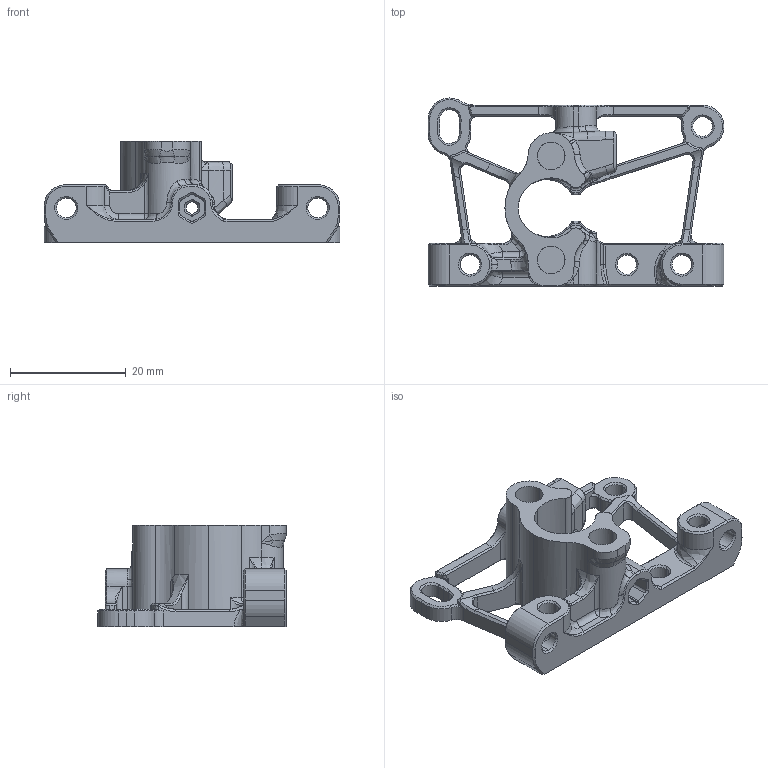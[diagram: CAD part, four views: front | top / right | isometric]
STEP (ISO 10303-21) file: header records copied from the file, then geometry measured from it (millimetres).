
FILE_DESCRIPTION (( 'STEP AP214' ), '1' );
FILE_NAME ('RIDGA_Sherpa_Mini_housing_core.STEP', '2023-03-09T17:52:20', ( '' ), ( '' ), 'SwSTEP 2.0', 'SolidWorks 2021', '' );
FILE_SCHEMA (( 'AUTOMOTIVE_DESIGN' ));
Length unit declared in the file: millimetre
Products named in the file (1): RIDGA_Sherpa_Mini_housing_core
Bounding box: 51.24 x 32.56 x 17.5 mm (x, y, z)
Volume: 5739.6 mm3; surface area: 6018.3 mm2
Topology: 1 solids, 3 shells, 793 faces, 1955 edges, 1119 vertices
Faces by surface type: bspline 244, cylinder 227, plane 166, cone 148, sphere 6, torus 2
Entity records: 36139 total; most frequent: CARTESIAN_POINT 19814, ORIENTED_EDGE 3802, DIRECTION 2782, EDGE_CURVE 1901, VERTEX_POINT 1113, AXIS2_PLACEMENT_3D 1010, EDGE_LOOP 814, FACE_OUTER_BOUND 789
